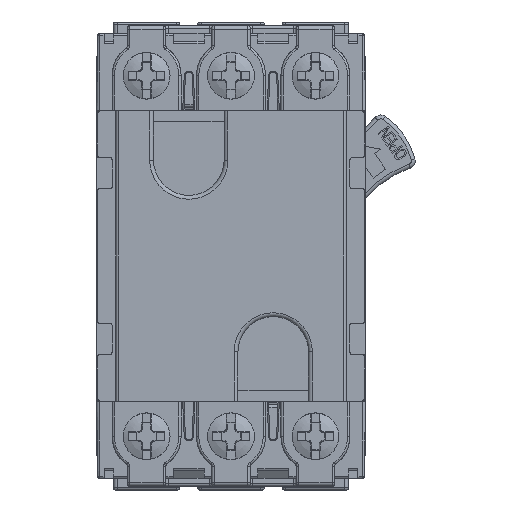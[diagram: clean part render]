
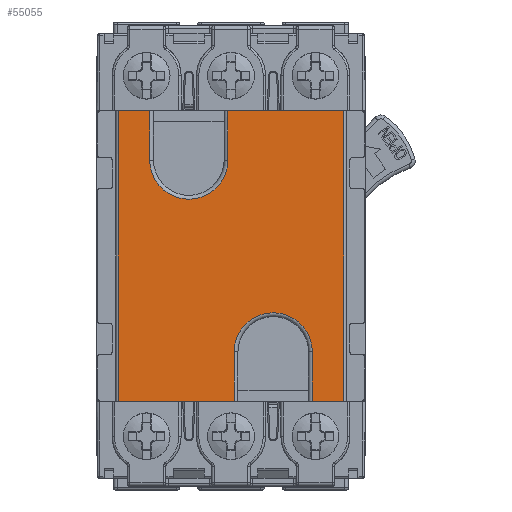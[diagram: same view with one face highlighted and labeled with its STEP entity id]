
A CAD part, front view. The second image highlights one B-rep face of the part: STEP entity #55055.
In plain terms, the highlighted planar face has unit normal (0, -1, 0).
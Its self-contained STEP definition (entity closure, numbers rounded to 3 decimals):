
#7760=CARTESIAN_POINT('',(-14.7,-26.1,-18.908));
#7776=CARTESIAN_POINT('',(0.4,-26.1,-18.908));
#7790=CARTESIAN_POINT('',(10.6,-26.1,-18.908));
#7806=CARTESIAN_POINT('',(14.7,-26.1,-18.908));
#10162=CARTESIAN_POINT('',(14.7,-26.1,18.908));
#10178=CARTESIAN_POINT('',(-0.4,-26.1,18.908));
#10192=CARTESIAN_POINT('',(-10.6,-26.1,18.908));
#10208=CARTESIAN_POINT('',(-14.7,-26.1,18.908));
#10604=DIRECTION('',(0.,0.,1.));
#10605=VECTOR('',#10604,6.408);
#10606=CARTESIAN_POINT('',(-10.6,-26.1,12.5));
#10607=LINE('',#10606,#10605);
#10608=CARTESIAN_POINT('',(-5.5,-26.1,12.5));
#10609=DIRECTION('',(0.,1.,0.));
#10610=DIRECTION('',(1.,0.,0.));
#10611=AXIS2_PLACEMENT_3D('',#10608,#10609,#10610);
#10613=DIRECTION('',(0.,0.,-1.));
#10614=VECTOR('',#10613,6.408);
#10615=CARTESIAN_POINT('',(-0.4,-26.1,18.908));
#10616=LINE('',#10615,#10614);
#10617=DIRECTION('',(1.,0.,0.));
#10618=VECTOR('',#10617,15.1);
#10619=CARTESIAN_POINT('',(-0.4,-26.1,18.908));
#10620=LINE('',#10619,#10618);
#10621=DIRECTION('',(0.,0.,1.));
#10622=VECTOR('',#10621,37.817);
#10623=CARTESIAN_POINT('',(14.7,-26.1,-18.908));
#10624=LINE('',#10623,#10622);
#10625=DIRECTION('',(1.,0.,0.));
#10626=VECTOR('',#10625,4.1);
#10627=CARTESIAN_POINT('',(10.6,-26.1,-18.908));
#10628=LINE('',#10627,#10626);
#10629=DIRECTION('',(0.,0.,-1.));
#10630=VECTOR('',#10629,6.408);
#10631=CARTESIAN_POINT('',(10.6,-26.1,-12.5));
#10632=LINE('',#10631,#10630);
#10633=CARTESIAN_POINT('',(5.5,-26.1,-12.5));
#10634=DIRECTION('',(0.,1.,0.));
#10635=DIRECTION('',(-1.,0.,0.));
#10636=AXIS2_PLACEMENT_3D('',#10633,#10634,#10635);
#10638=DIRECTION('',(0.,0.,1.));
#10639=VECTOR('',#10638,6.408);
#10640=CARTESIAN_POINT('',(0.4,-26.1,-18.908));
#10641=LINE('',#10640,#10639);
#10642=DIRECTION('',(1.,0.,0.));
#10643=VECTOR('',#10642,15.1);
#10644=CARTESIAN_POINT('',(-14.7,-26.1,-18.908));
#10645=LINE('',#10644,#10643);
#10646=DIRECTION('',(0.,0.,-1.));
#10647=VECTOR('',#10646,37.817);
#10648=CARTESIAN_POINT('',(-14.7,-26.1,18.908));
#10649=LINE('',#10648,#10647);
#10650=DIRECTION('',(1.,0.,0.));
#10651=VECTOR('',#10650,4.1);
#10652=CARTESIAN_POINT('',(-14.7,-26.1,18.908));
#10653=LINE('',#10652,#10651);
#35302=VERTEX_POINT('',#10162);
#35306=VERTEX_POINT('',#7806);
#35307=VERTEX_POINT('',#7760);
#35311=VERTEX_POINT('',#10208);
#35312=VERTEX_POINT('',#10192);
#35316=CARTESIAN_POINT('',(-10.6,-26.1,12.5));
#35317=VERTEX_POINT('',#35316);
#35318=CARTESIAN_POINT('',(-0.4,-26.1,12.5));
#35319=VERTEX_POINT('',#35318);
#35323=VERTEX_POINT('',#10178);
#35324=VERTEX_POINT('',#7790);
#35328=CARTESIAN_POINT('',(10.6,-26.1,-12.5));
#35329=VERTEX_POINT('',#35328);
#35330=CARTESIAN_POINT('',(0.4,-26.1,-12.5));
#35331=VERTEX_POINT('',#35330);
#35335=VERTEX_POINT('',#7776);
#55029=CARTESIAN_POINT('',(0.,-26.1,0.));
#55030=DIRECTION('',(0.,-1.,0.));
#55031=DIRECTION('',(1.,0.,0.));
#55032=AXIS2_PLACEMENT_3D('',#55029,#55030,#55031);
#55033=PLANE('',#55032);
#55035=ORIENTED_EDGE('',*,*,#55034,.F.);
#55037=ORIENTED_EDGE('',*,*,#55036,.F.);
#55039=ORIENTED_EDGE('',*,*,#55038,.F.);
#55040=ORIENTED_EDGE('',*,*,#54559,.T.);
#55042=ORIENTED_EDGE('',*,*,#55041,.F.);
#55043=ORIENTED_EDGE('',*,*,#51307,.F.);
#55045=ORIENTED_EDGE('',*,*,#55044,.F.);
#55047=ORIENTED_EDGE('',*,*,#55046,.F.);
#55049=ORIENTED_EDGE('',*,*,#55048,.F.);
#55050=ORIENTED_EDGE('',*,*,#51295,.F.);
#55051=ORIENTED_EDGE('',*,*,#55024,.F.);
#55052=ORIENTED_EDGE('',*,*,#54571,.T.);
#55053=EDGE_LOOP('',(#55035,#55037,#55039,#55040,#55042,#55043,#55045,#55047,
#55049,#55050,#55051,#55052));
#55054=FACE_OUTER_BOUND('',#55053,.F.);
#10612=CIRCLE('',#10611,5.1);
#10637=CIRCLE('',#10636,5.1);
#51295=EDGE_CURVE('',#35307,#35335,#10645,.T.);
#51307=EDGE_CURVE('',#35324,#35306,#10628,.T.);
#54559=EDGE_CURVE('',#35323,#35302,#10620,.T.);
#54571=EDGE_CURVE('',#35311,#35312,#10653,.T.);
#55024=EDGE_CURVE('',#35311,#35307,#10649,.T.);
#55034=EDGE_CURVE('',#35317,#35312,#10607,.T.);
#55036=EDGE_CURVE('',#35319,#35317,#10612,.T.);
#55038=EDGE_CURVE('',#35323,#35319,#10616,.T.);
#55041=EDGE_CURVE('',#35306,#35302,#10624,.T.);
#55044=EDGE_CURVE('',#35329,#35324,#10632,.T.);
#55046=EDGE_CURVE('',#35331,#35329,#10637,.T.);
#55048=EDGE_CURVE('',#35335,#35331,#10641,.T.);
#55055=ADVANCED_FACE('',(#55054),#55033,.T.);
